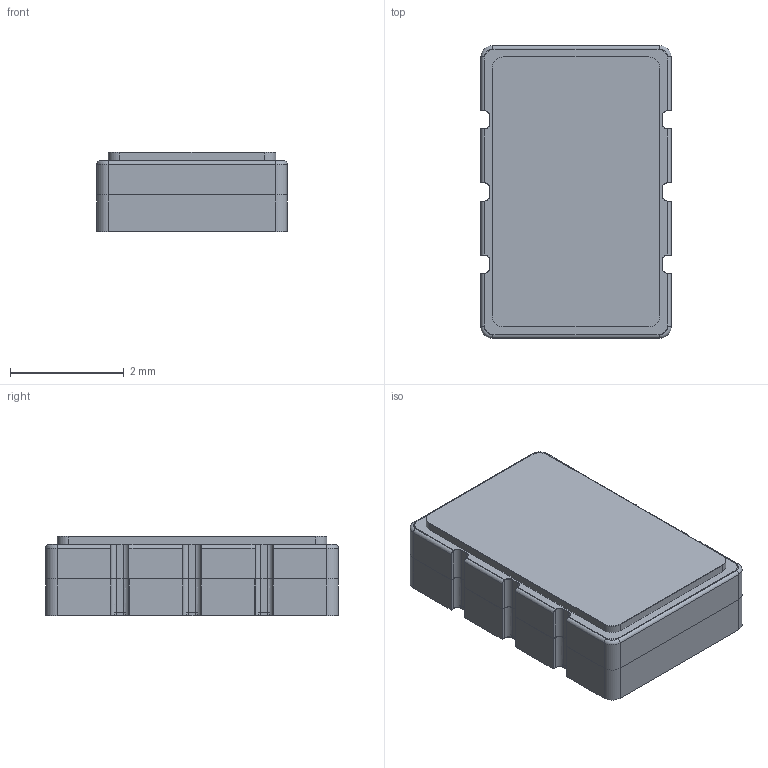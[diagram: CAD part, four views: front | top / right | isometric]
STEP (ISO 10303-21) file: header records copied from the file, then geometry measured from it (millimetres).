
FILE_DESCRIPTION((''),'2;1');
FILE_NAME('OSC_FOX_FXO-HC52.stp','2014-05-07T12:57:33',(''),(''),'Mechanical Desktop 2011','Mechanical Desktop 2011',', , ');
FILE_SCHEMA(('AUTOMOTIVE_DESIGN { 1 2 10303 214 1 1 1 1 }'));
Length unit declared in the file: millimetre
Products named in the file (1): Product
Bounding box: 3.35 x 5.15 x 1.4 mm (x, y, z)
Volume: 23.4 mm3; surface area: 193.5 mm2
Topology: 17 solids, 17 shells, 316 faces, 826 edges, 544 vertices
Faces by surface type: plane 181, cylinder 74, bspline 57, torus 4
Entity records: 9947 total; most frequent: CARTESIAN_POINT 2110, ORIENTED_EDGE 1652, DIRECTION 1546, EDGE_CURVE 826, VECTOR 626, LINE 626, VERTEX_POINT 544, AXIS2_PLACEMENT_3D 460
